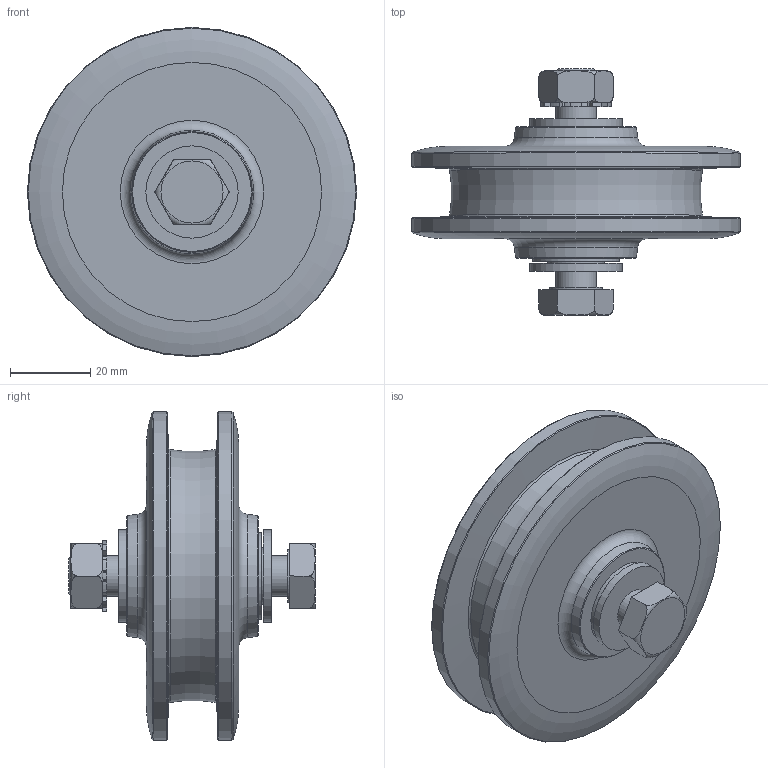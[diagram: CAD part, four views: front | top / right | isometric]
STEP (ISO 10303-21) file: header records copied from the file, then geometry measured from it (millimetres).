
FILE_DESCRIPTION(/* description */ ('Galet acier'),/* implementation_level */ '2;1');
FILE_NAME(/* name */ '1002FA.stp',/* time_stamp */ '2025-04-09T14:51:49+02:00',/* author */ ('Giuliano'),/* organization */ (''),/* preprocessor_version */ 'ST-DEVELOPER v20',/* originating_system */ 'Autodesk Inventor 2025',/* authorisation */ '');
FILE_SCHEMA (('AUTOMOTIVE_DESIGN { 1 0 10303 214 3 1 1 }'));
Length unit declared in the file: millimetre
Products named in the file (10): 1002FA; 26177; 15739; 14393; CAG80; 15057; 15656; 04527; 06011; 09016
Assembly tree (18 placements, depth 3):
  1002FA
    26177
    15739  x2
    14393
    CAG80
      15057
      15656  x9
    04527
    06011
    09016
Bounding box: 82 x 61.4 x 82 mm (x, y, z)
Volume: 102918.2 mm3; surface area: 36637.1 mm2
Topology: 17 solids, 17 shells, 211 faces, 543 edges, 353 vertices
Faces by surface type: plane 98, cylinder 92, cone 11, torus 10
Full cylindrical faces by diameter (mm): 4 x9, 8.376 x1, 10 x3, 10.2 x1, 10.4 x1, 13 x1, 14 x1, 14.2 x1, 16.8 x1, 21.6 x1, 22.2 x1, 23 x2, 82 x2
Entity records: 6860 total; most frequent: CARTESIAN_POINT 1447, DIRECTION 1156, ORIENTED_EDGE 1026, EDGE_CURVE 513, AXIS2_PLACEMENT_3D 452, VERTEX_POINT 333, LINE 252, VECTOR 252
